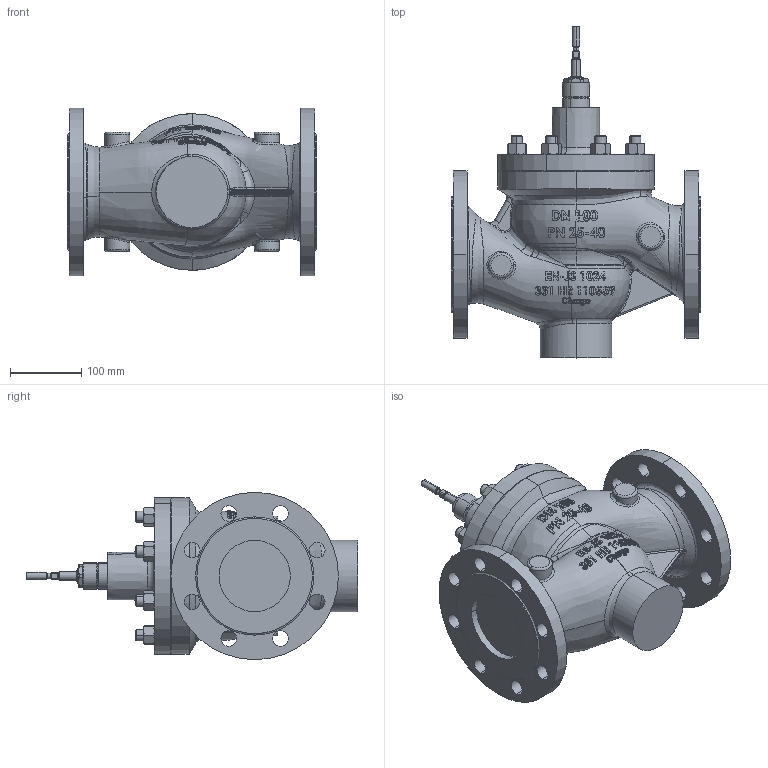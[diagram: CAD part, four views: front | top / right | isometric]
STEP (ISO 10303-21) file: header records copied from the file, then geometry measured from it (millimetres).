
FILE_DESCRIPTION (( 'STEP AP214' ), '1' );
FILE_NAME ('BR225 DN100 XXX PN25-40 for MC_STEP (Defeature).STEP', '2015-02-27T10:52:38', ( 'tdietz' ), ( '' ), 'SwSTEP 2.0', 'SolidWorks 2014', '' );
FILE_SCHEMA (( 'AUTOMOTIVE_DESIGN' ));
Length unit declared in the file: millimetre
Products named in the file (1): BR225 DN100 XXX PN25-40 for MC_STEP (Defeature)
Bounding box: 350 x 466 x 235 mm (x, y, z)
Volume: 10181129.3 mm3; surface area: 530137.7 mm2
Topology: 1 solids, 1 shells, 1046 faces, 2726 edges, 1741 vertices
Faces by surface type: bspline 341, plane 334, cone 138, cylinder 135, torus 57, sphere 41
Entity records: 228084 total; most frequent: CARTESIAN_POINT 202288, ORIENTED_EDGE 5366, DIRECTION 3729, EDGE_CURVE 2683, VERTEX_POINT 1721, AXIS2_PLACEMENT_3D 1530, B_SPLINE_CURVE_WITH_KNOTS 1185, EDGE_LOOP 1174
